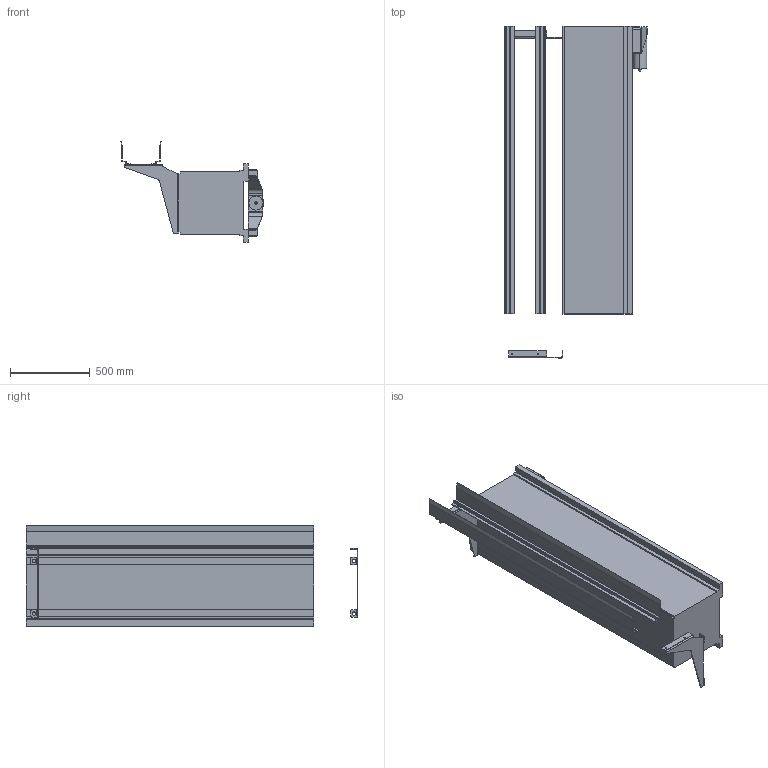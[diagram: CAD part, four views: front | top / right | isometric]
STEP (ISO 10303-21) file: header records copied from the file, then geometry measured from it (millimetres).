
FILE_DESCRIPTION (( 'STEP AP214' ), '1' );
FILE_NAME ('EndBeam_SideVersion_IrcRight.STEP', '2010-03-04T09:32:14', ( 'ABB' ), ( 'ABB' ), 'SwSTEP 2.0', 'SolidWorks 2008', '' );
FILE_SCHEMA (( 'AUTOMOTIVE_DESIGN' ));
Length unit declared in the file: millimetre
Products named in the file (8): Imported; EndBeam_SideVersion_IrcRight; Imported5; Imported4; Imported3; SIDE_SLUTBALK_RIGHT_00; Imported2; Imported1
Assembly tree (7 placements, depth 2):
  EndBeam_SideVersion_IrcRight
    Imported4
    SIDE_SLUTBALK_RIGHT_00
    Imported5
    Imported2
    Imported
    Imported1
    Imported3
Bounding box: 888.1 x 2075 x 628.02 mm (x, y, z)
Volume: 305441095.9 mm3; surface area: 5606468.1 mm2
Topology: 7 solids, 7 shells, 235 faces, 658 edges, 438 vertices
Faces by surface type: plane 148, cylinder 79, bspline 6, cone 2
Entity records: 8122 total; most frequent: CARTESIAN_POINT 1752, ORIENTED_EDGE 1316, DIRECTION 1250, EDGE_CURVE 658, LINE 464, VECTOR 464, VERTEX_POINT 438, AXIS2_PLACEMENT_3D 393
